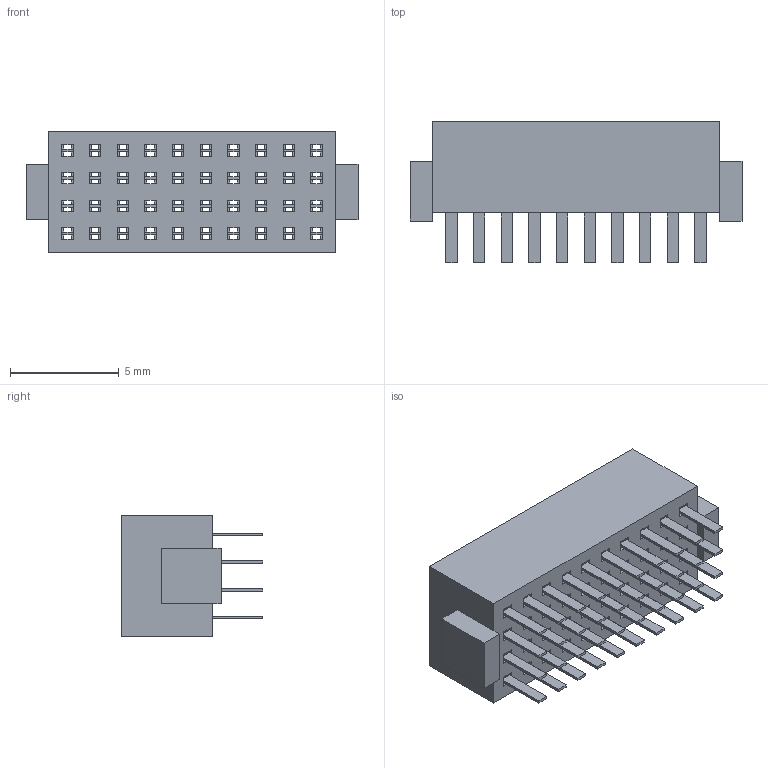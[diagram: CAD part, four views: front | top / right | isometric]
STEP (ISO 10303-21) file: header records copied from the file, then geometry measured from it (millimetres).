
FILE_DESCRIPTION(/* description */ ('STEP AP214'),/* implementation_level */ '2;1');
FILE_NAME(/* name */ 'FOLC-110-01-S-Q',/* time_stamp */ '2022-08-30T16:41:03+02:00',/* author */ ('License CC BY-ND 4.0'),/* organization */ ('CADENAS'),/* preprocessor_version */ 'ST-DEVELOPER v18.102',/* originating_system */ 'PARTsolutions',/* authorisation */ ' ');
FILE_SCHEMA (('AUTOMOTIVE_DESIGN {1 0 10303 214 3 1 1}'));
Length unit declared in the file: inch
Products named in the file (3): FOLC-110-01-S-Q; C-44-03-01-10; FOLC-110-01-Q_socket
Assembly tree (2 placements, depth 2):
  FOLC-110-01-S-Q
    C-44-03-01-10
    FOLC-110-01-Q_socket
Bounding box: 15.24 x 6.48 x 5.59 mm (x, y, z)
Volume: 458.3 mm3; surface area: 1299.5 mm2
Topology: 2 solids, 2 shells, 584 faces, 1816 edges, 1156 vertices
Faces by surface type: plane 584
Entity records: 20106 total; most frequent: ORIENTED_EDGE 3632, CARTESIAN_POINT 3559, DIRECTION 2990, EDGE_CURVE 1816, LINE 1816, VECTOR 1816, VERTEX_POINT 1156, EDGE_LOOP 744
